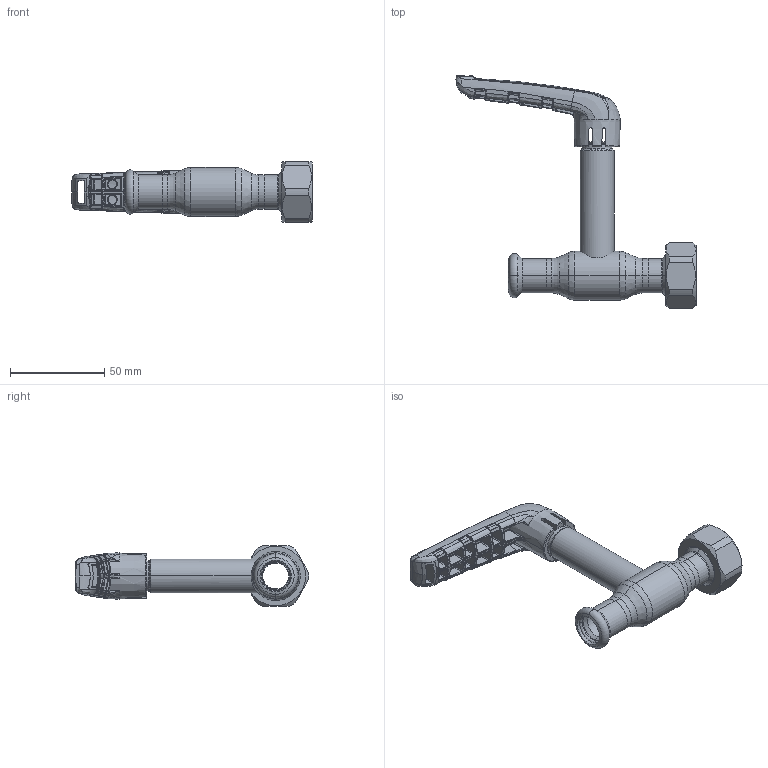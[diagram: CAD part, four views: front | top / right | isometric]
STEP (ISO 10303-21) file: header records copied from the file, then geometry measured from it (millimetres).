
FILE_DESCRIPTION (( 'STEP AP214' ), '1' );
FILE_NAME ('XPR11401 DN10 G34 x 15.step', '2018-09-18T10:42:22', ( '' ), ( '' ), 'SwSTEP 2.0', 'SolidWorks 2017', '' );
FILE_SCHEMA (( 'AUTOMOTIVE_DESIGN' ));
Length unit declared in the file: millimetre
Products named in the file (1): XPR11401 DN10 G34 x 15
Bounding box: 127.15 x 123.67 x 32 mm (x, y, z)
Surface area: 25693.2 mm2 (no closed solid volume)
Topology: 0 solids, 11 shells, 805 faces, 2477 edges, 1574 vertices
Faces by surface type: bspline 641, plane 57, cylinder 50, cone 36, torus 21
Entity records: 58515 total; most frequent: CARTESIAN_POINT 33617, ORIENTED_EDGE 4160, EDGE_CURVE 2451, B_SPLINE_CURVE_WITH_KNOTS 1691, DIRECTION 1658, VERTEX_POINT 1574, EDGE_LOOP 832, UNCERTAINTY_MEASURE_WITH_UNIT 807
